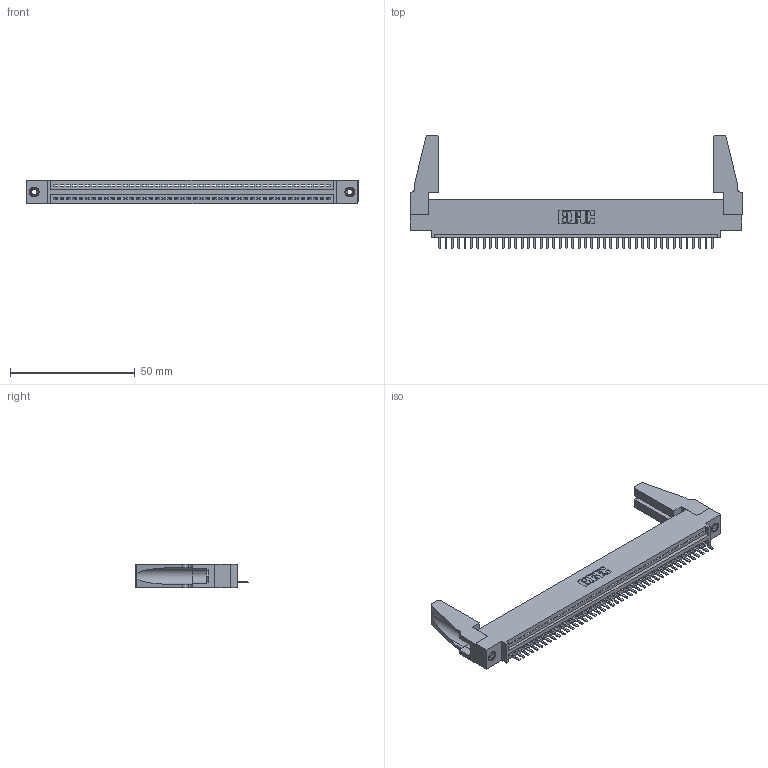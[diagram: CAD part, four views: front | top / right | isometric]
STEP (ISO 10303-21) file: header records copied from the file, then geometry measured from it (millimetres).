
FILE_DESCRIPTION (( 'STEP AP203' ), '1' );
FILE_NAME ('345-044-520-488.STEP', '2019-10-08T18:21:36', ( '' ), ( '' ), 'SwSTEP 2.0', 'SolidWorks 2016', '' );
FILE_SCHEMA (( 'CONFIG_CONTROL_DESIGN' ));
Length unit declared in the file: inch
Products named in the file (5): 345-292-001_345-293-120; 345-044-520-488; 345-220-078_345-220-088; 345 Part_0.110 Offset - 0.156 Dia-TH; 345-250-001_345-250-001-102
Assembly tree (49 placements, depth 2):
  345-044-520-488
    345 Part_0.110 Offset - 0.156 Dia-TH
    345-292-001_345-293-120  x44
    345-250-001_345-250-001-102  x2
    345-220-078_345-220-088  x2
Bounding box: 132.99 x 45.34 x 9.4 mm (x, y, z)
Volume: 15700.9 mm3; surface area: 19367.1 mm2
Topology: 49 solids, 49 shells, 2982 faces, 8763 edges, 5714 vertices
Faces by surface type: plane 2004, cylinder 962, cone 12, torus 4
Entity records: 35240 total; most frequent: CARTESIAN_POINT 6106, ORIENTED_EDGE 6032, DIRECTION 5324, EDGE_CURVE 3016, LINE 2662, VECTOR 2662, VERTEX_POINT 2002, AXIS2_PLACEMENT_3D 1331
